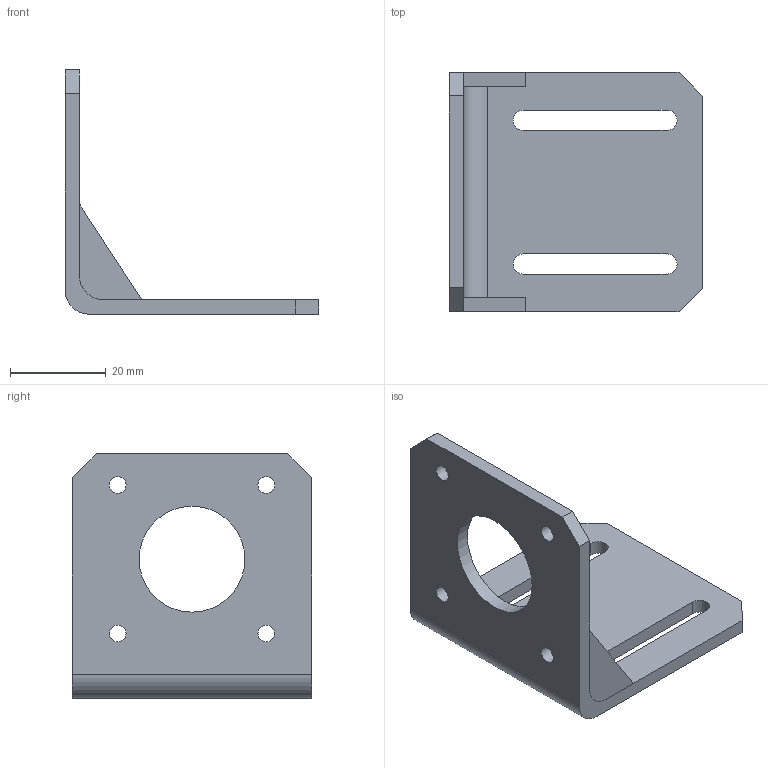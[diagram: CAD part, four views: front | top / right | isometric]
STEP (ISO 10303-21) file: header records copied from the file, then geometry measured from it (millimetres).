
FILE_DESCRIPTION(('FreeCAD Model'),'2;1');
FILE_NAME('Open CASCADE Shape Model','2024-11-02T20:33:23',(''),(''), 'Open CASCADE STEP processor 7.6','FreeCAD','Unknown');
FILE_SCHEMA(('AUTOMOTIVE_DESIGN { 1 0 10303 214 1 1 1 1 }'));
Length unit declared in the file: millimetre
Products named in the file (3): Body; Body001; Body002
Bounding box: 53 x 50 x 51 mm (x, y, z)
Volume: 13642.4 mm3; surface area: 10858.9 mm2
Topology: 3 solids, 3 shells, 39 faces, 99 edges, 66 vertices
Faces by surface type: plane 26, cylinder 13
Full cylindrical faces by diameter (mm): 3.5 x4, 22.1 x1
Entity records: 2598 total; most frequent: CARTESIAN_POINT 509, DIRECTION 382, LINE 241, VECTOR 241, ORIENTED_EDGE 198, PCURVE 198, DEFINITIONAL_REPRESENTATION 198, EDGE_CURVE 99
